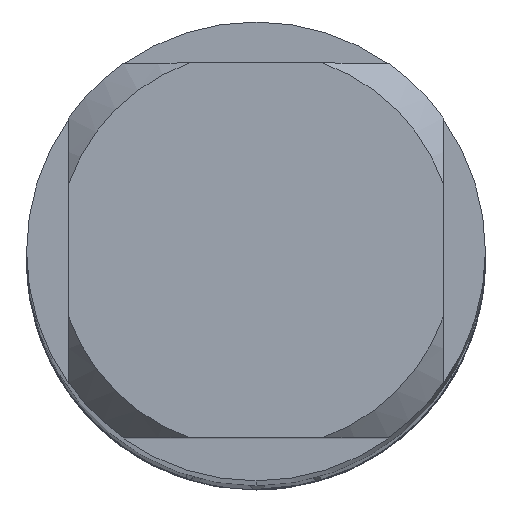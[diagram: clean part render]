
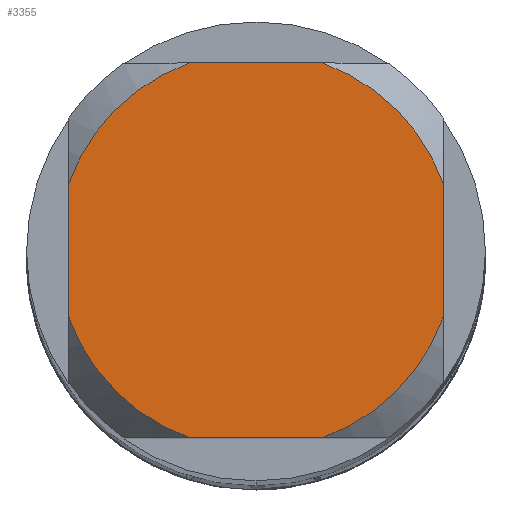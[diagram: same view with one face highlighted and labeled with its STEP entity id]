
A CAD part, top view. The second image highlights one B-rep face of the part: STEP entity #3355.
In plain terms, the highlighted planar face has unit normal (0, 0, 1).
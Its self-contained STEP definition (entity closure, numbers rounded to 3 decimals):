
#1613=VERTEX_POINT('',#4523);
#1865=EDGE_CURVE('',#1613,#2333,#4803,.T.);
#2025=VERTEX_POINT('',#4974);
#2027=EDGE_CURVE('',#2283,#2333,#4976,.T.);
#2283=VERTEX_POINT('',#5252);
#2333=VERTEX_POINT('',#5306);
#2547=EDGE_CURVE('',#2025,#3127,#5541,.T.);
#3023=EDGE_CURVE('',#3989,#3127,#6068,.T.);
#3075=EDGE_CURVE('',#2025,#3279,#6126,.T.);
#3127=VERTEX_POINT('',#6183);
#3139=EDGE_CURVE('',#3989,#3503,#6195,.T.);
#3177=EDGE_CURVE('',#1613,#3279,#6238,.T.);
#3247=EDGE_CURVE('',#2283,#3503,#6315,.T.);
#3279=VERTEX_POINT('',#6349);
#3355=ADVANCED_FACE('',(#6432),#6433,.T.);
#3503=VERTEX_POINT('',#6592);
#3989=VERTEX_POINT('',#7117);
#4523=CARTESIAN_POINT('',(-2.45,0.87,0.0));
#4803=CIRCLE('',#8679,2.6);
#4974=CARTESIAN_POINT('',(-0.87,-2.45,0.0));
#4976=LINE('',#9117,#9118);
#5252=CARTESIAN_POINT('',(0.87,2.45,0.0));
#5306=CARTESIAN_POINT('',(-0.87,2.45,0.0));
#5541=LINE('',#10471,#10472);
#6068=CIRCLE('',#12362,2.6);
#6126=CIRCLE('',#12474,2.6);
#6183=CARTESIAN_POINT('',(0.87,-2.45,0.0));
#6195=LINE('',#12648,#12649);
#6238=LINE('',#12744,#12745);
#6315=CIRCLE('',#12912,2.6);
#6349=CARTESIAN_POINT('',(-2.45,-0.87,0.0));
#6432=FACE_OUTER_BOUND('',#13216,.T.);
#6433=PLANE('',#13217);
#6592=CARTESIAN_POINT('',(2.45,0.87,0.0));
#7117=CARTESIAN_POINT('',(2.45,-0.87,0.0));
#8679=AXIS2_PLACEMENT_3D('',#16683,#16684,#16685);
#9117=CARTESIAN_POINT('',(0.0,2.45,0.0));
#9118=VECTOR('',#16855,1.0);
#10471=CARTESIAN_POINT('',(0.0,-2.45,0.0));
#10472=VECTOR('',#17410,1.0);
#12362=AXIS2_PLACEMENT_3D('',#18052,#18053,#18054);
#12474=AXIS2_PLACEMENT_3D('',#18117,#18118,#18119);
#12648=CARTESIAN_POINT('',(2.45,0.65,0.0));
#12649=VECTOR('',#18178,1.0);
#12744=CARTESIAN_POINT('',(-2.45,0.65,0.0));
#12745=VECTOR('',#18230,1.0);
#12912=AXIS2_PLACEMENT_3D('',#18314,#18315,#18316);
#13216=EDGE_LOOP('',(#18435,#18436,#18437,#18438,#18439,#18440,#18441,#18442));
#13217=AXIS2_PLACEMENT_3D('',#18443,#18444,#18445);
#16683=CARTESIAN_POINT('',(0.0,0.0,0.0));
#16684=DIRECTION('',(0.0,0.0,-1.0));
#16685=DIRECTION('',(0.0,1.0,0.0));
#16855=DIRECTION('',(-1.0,0.0,0.0));
#17410=DIRECTION('',(1.0,0.0,0.0));
#18052=CARTESIAN_POINT('',(0.0,0.0,0.0));
#18053=DIRECTION('',(0.0,0.0,-1.0));
#18054=DIRECTION('',(0.0,1.0,0.0));
#18117=CARTESIAN_POINT('',(0.0,0.0,0.0));
#18118=DIRECTION('',(0.0,0.0,-1.0));
#18119=DIRECTION('',(0.0,1.0,0.0));
#18178=DIRECTION('',(-0.0,1.0,0.0));
#18230=DIRECTION('',(-0.0,-1.0,0.0));
#18314=CARTESIAN_POINT('',(0.0,0.0,0.0));
#18315=DIRECTION('',(0.0,0.0,-1.0));
#18316=DIRECTION('',(0.0,1.0,0.0));
#18435=ORIENTED_EDGE('',*,*,#3177,.T.);
#18436=ORIENTED_EDGE('',*,*,#3075,.F.);
#18437=ORIENTED_EDGE('',*,*,#2547,.T.);
#18438=ORIENTED_EDGE('',*,*,#3023,.F.);
#18439=ORIENTED_EDGE('',*,*,#3139,.T.);
#18440=ORIENTED_EDGE('',*,*,#3247,.F.);
#18441=ORIENTED_EDGE('',*,*,#2027,.T.);
#18442=ORIENTED_EDGE('',*,*,#1865,.F.);
#18443=CARTESIAN_POINT('',(0.0,1.3,0.0));
#18444=DIRECTION('',(-0.0,0.0,1.0));
#18445=DIRECTION('',(0.0,-1.0,0.0));
